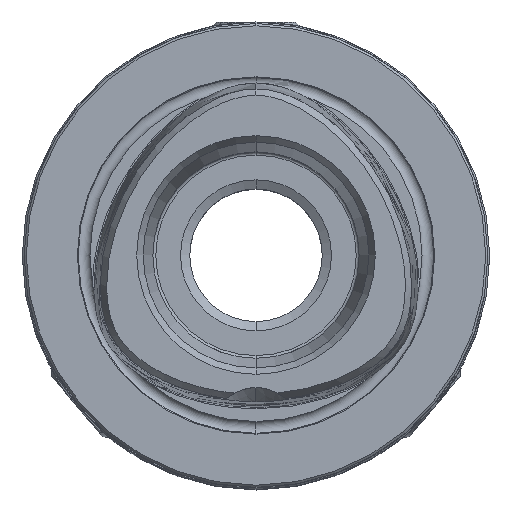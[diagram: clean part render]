
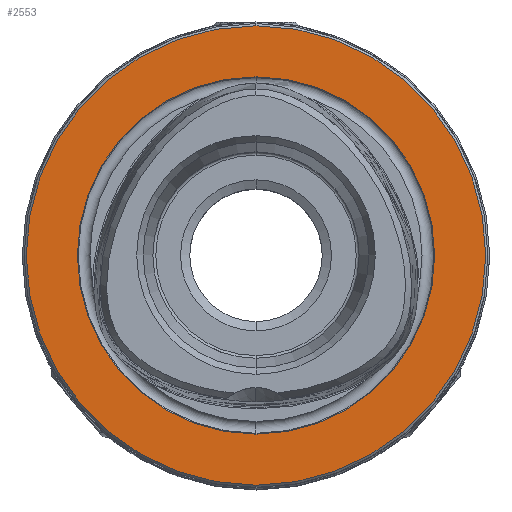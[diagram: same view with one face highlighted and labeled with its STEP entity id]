
A CAD part, top view. The second image highlights one B-rep face of the part: STEP entity #2553.
In plain terms, the highlighted planar face has unit normal (0, 0, 1).
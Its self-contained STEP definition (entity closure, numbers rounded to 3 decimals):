
#1751=VERTEX_POINT('NONE',#3953);
#1785=VERTEX_POINT('NONE',#3994);
#2025=VERTEX_POINT('NONE',#4259);
#2301=EDGE_CURVE('NONE',#2947,#2025,#4565,.T.);
#2553=ADVANCED_FACE('NONE',(#4847,#4848),#4849,.T.);
#2689=EDGE_CURVE('NONE',#2025,#2947,#5000,.T.);
#2897=EDGE_CURVE('NONE',#1785,#1751,#5231,.T.);
#2947=VERTEX_POINT('NONE',#5283);
#2963=EDGE_CURVE('NONE',#1751,#1785,#5300,.F.);
#3953=CARTESIAN_POINT('',(0.,-24.264,0.));
#3994=CARTESIAN_POINT('',(0.,24.264,0.));
#4259=CARTESIAN_POINT('',(0.,-31.2,0.));
#4565=CIRCLE('',#13152,31.2);
#4847=FACE_OUTER_BOUND('',#13641,.T.);
#4848=FACE_BOUND('',#13642,.T.);
#4849=PLANE('',#13643);
#5000=CIRCLE('',#13917,31.2);
#5231=CIRCLE('',#14567,24.264);
#5283=CARTESIAN_POINT('',(0.,31.2,0.));
#5300=CIRCLE('',#14691,24.264);
#13152=AXIS2_PLACEMENT_3D('',#16992,#16993,#16994);
#13641=EDGE_LOOP('',(#17326,#17327));
#13642=EDGE_LOOP('',(#17328,#17329));
#13643=AXIS2_PLACEMENT_3D('',#17330,#17331,#17332);
#13917=AXIS2_PLACEMENT_3D('',#17507,#17508,#17509);
#14567=AXIS2_PLACEMENT_3D('',#17742,#17743,#17744);
#14691=AXIS2_PLACEMENT_3D('',#17786,#17787,#17788);
#16992=CARTESIAN_POINT('',(0.,0.,0.));
#16993=DIRECTION('',(0.,0.,-1.0));
#16994=DIRECTION('',(0.,-1.0,0.));
#17326=ORIENTED_EDGE('',*,*,#2689,.F.);
#17327=ORIENTED_EDGE('',*,*,#2301,.F.);
#17328=ORIENTED_EDGE('',*,*,#2897,.F.);
#17329=ORIENTED_EDGE('',*,*,#2963,.F.);
#17330=CARTESIAN_POINT('',(-33.0,0.,0.));
#17331=DIRECTION('',(0.,0.,1.0));
#17332=DIRECTION('',(-1.0,0.0,0.));
#17507=CARTESIAN_POINT('',(0.,0.,0.));
#17508=DIRECTION('',(0.,0.,-1.0));
#17509=DIRECTION('',(0.,-1.0,0.));
#17742=CARTESIAN_POINT('',(0.,0.,0.));
#17743=DIRECTION('',(0.,0.,1.0));
#17744=DIRECTION('',(0.,1.0,0.));
#17786=CARTESIAN_POINT('',(0.,0.,0.));
#17787=DIRECTION('',(0.,0.,-1.0));
#17788=DIRECTION('',(0.,1.0,0.));
